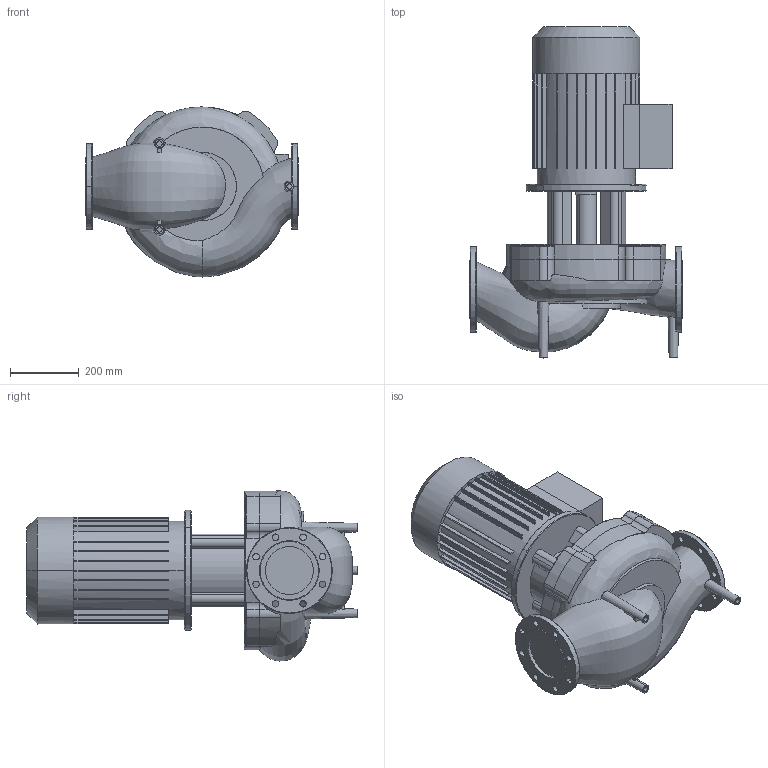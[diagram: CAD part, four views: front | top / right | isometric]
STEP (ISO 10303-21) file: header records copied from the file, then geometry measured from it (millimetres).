
FILE_DESCRIPTION((''),'2;1');
FILE_NAME('3d_IL125_270-11_4-2120801.stp','2016-05-24T12:05:29',(''),(''),'Mechanical Desktop 2009','Mechanical Desktop 2009',', , ');
FILE_SCHEMA(('CONFIG_CONTROL_DESIGN'));
Length unit declared in the file: millimetre
Products named in the file (1): Product
Bounding box: 620 x 967.72 x 495.97 mm (x, y, z)
Volume: 84738290.7 mm3; surface area: 2709089.1 mm2
Topology: 10 solids, 10 shells, 480 faces, 1290 edges, 835 vertices
Faces by surface type: plane 144, cylinder 142, bspline 134, torus 48, cone 12
Entity records: 25398 total; most frequent: CARTESIAN_POINT 13414, ORIENTED_EDGE 2560, DIRECTION 2432, EDGE_CURVE 1280, AXIS2_PLACEMENT_3D 945, VERTEX_POINT 834, CIRCLE 598, EDGE_LOOP 548
